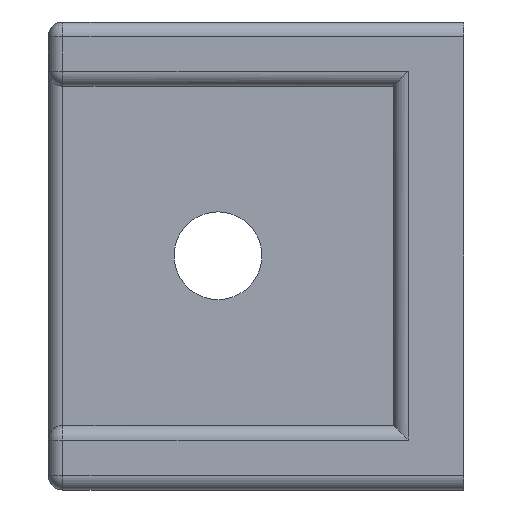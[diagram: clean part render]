
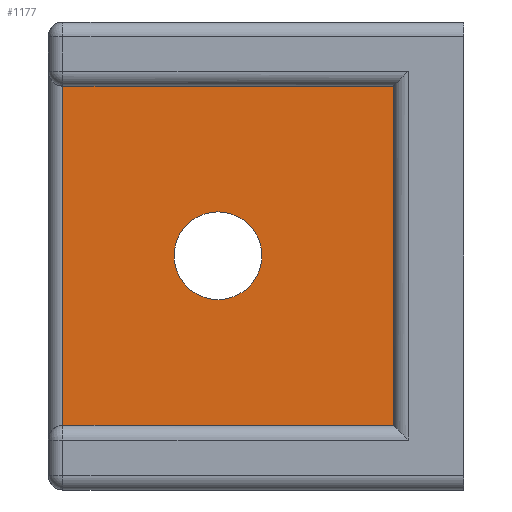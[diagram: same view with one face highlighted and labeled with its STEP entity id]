
A CAD part, left-side view. The second image highlights one B-rep face of the part: STEP entity #1177.
In plain terms, the highlighted planar face has unit normal (-1, 0, 0).
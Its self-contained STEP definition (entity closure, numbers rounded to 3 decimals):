
#79=FACE_BOUND('',#279,.T.);
#131=CIRCLE('',#1309,1.5);
#198=FACE_OUTER_BOUND('',#278,.T.);
#278=EDGE_LOOP('',(#1054,#1055,#1056,#1057));
#279=EDGE_LOOP('',(#1058));
#368=LINE('',#2009,#470);
#377=LINE('',#2031,#479);
#379=LINE('',#2034,#481);
#382=LINE('',#2040,#484);
#470=VECTOR('',#1602,10.);
#479=VECTOR('',#1631,10.);
#481=VECTOR('',#1635,10.);
#484=VECTOR('',#1644,10.);
#577=VERTEX_POINT('',#1971);
#581=VERTEX_POINT('',#2008);
#583=VERTEX_POINT('',#2028);
#584=VERTEX_POINT('',#2030);
#588=VERTEX_POINT('',#2054);
#726=EDGE_CURVE('',#581,#577,#368,.T.);
#738=EDGE_CURVE('',#584,#583,#377,.T.);
#740=EDGE_CURVE('',#583,#577,#379,.T.);
#743=EDGE_CURVE('',#581,#584,#382,.T.);
#749=EDGE_CURVE('',#588,#588,#131,.T.);
#1054=ORIENTED_EDGE('',*,*,#726,.F.);
#1055=ORIENTED_EDGE('',*,*,#743,.T.);
#1056=ORIENTED_EDGE('',*,*,#738,.T.);
#1057=ORIENTED_EDGE('',*,*,#740,.T.);
#1058=ORIENTED_EDGE('',*,*,#749,.F.);
#1107=PLANE('',#1308);
#1177=ADVANCED_FACE('',(#198,#79),#1107,.T.);
#1308=AXIS2_PLACEMENT_3D('',#2053,#1659,#1660);
#1309=AXIS2_PLACEMENT_3D('',#2055,#1661,#1662);
#1602=DIRECTION('',(0.,0.,1.));
#1631=DIRECTION('',(0.,0.,1.));
#1635=DIRECTION('',(0.,1.,0.));
#1644=DIRECTION('',(0.,-1.,0.));
#1659=DIRECTION('center_axis',(-1.,0.,0.));
#1660=DIRECTION('ref_axis',(0.,0.,1.));
#1661=DIRECTION('center_axis',(-1.,0.,0.));
#1662=DIRECTION('ref_axis',(0.,0.,1.));
#1971=CARTESIAN_POINT('',(16.5,3.8,167.309));
#2008=CARTESIAN_POINT('',(16.5,3.8,155.709));
#2009=CARTESIAN_POINT('',(16.5,3.8,164.405));
#2028=CARTESIAN_POINT('',(16.5,-7.5,167.309));
#2030=CARTESIAN_POINT('',(16.5,-7.5,155.709));
#2031=CARTESIAN_POINT('',(16.5,-7.5,165.5));
#2034=CARTESIAN_POINT('',(16.5,-1.5,167.309));
#2040=CARTESIAN_POINT('',(16.5,-5.9,155.709));
#2053=CARTESIAN_POINT('Origin',(16.5,-4.3,161.5));
#2054=CARTESIAN_POINT('',(16.5,-3.,161.509));
#2055=CARTESIAN_POINT('Origin',(16.5,-1.5,161.509));
